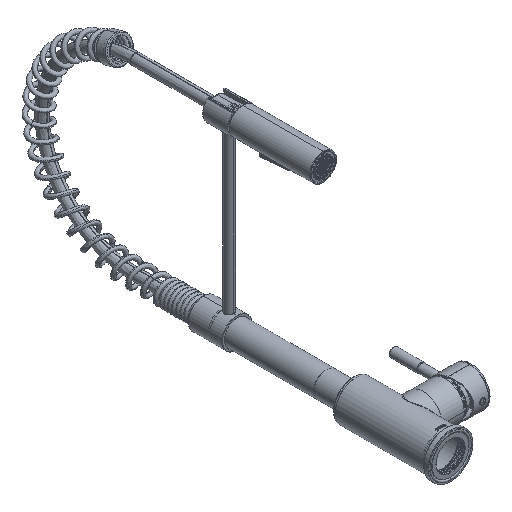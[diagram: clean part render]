
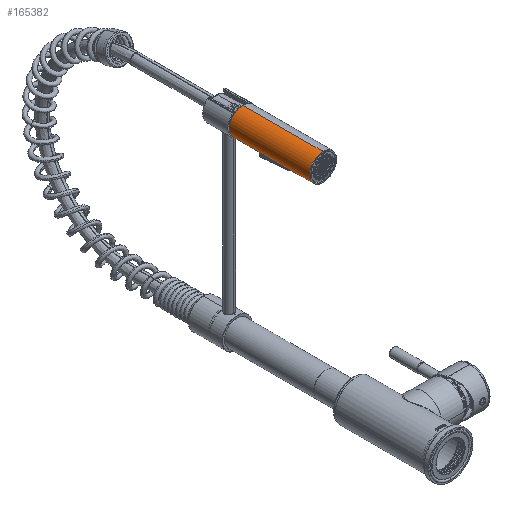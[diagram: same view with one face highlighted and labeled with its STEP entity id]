
A CAD part, isometric view. The second image highlights one B-rep face of the part: STEP entity #165382.
In plain terms, the highlighted cylindrical face has radius 15 mm (diameter 30 mm), a partial arc.
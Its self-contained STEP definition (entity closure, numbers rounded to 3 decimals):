
#165173=CARTESIAN_POINT('Line Origine',(15.,0.,-94.5)) ;
#165177=CARTESIAN_POINT('Vertex',(15.,0.,-0.3)) ;
#165179=CARTESIAN_POINT('Vertex',(15.,0.,-29.7)) ;
#165220=CARTESIAN_POINT('Vertex',(15.,0.,-67.3)) ;
#165223=CARTESIAN_POINT('Line Origine',(15.,0.,-94.5)) ;
#165227=CARTESIAN_POINT('Vertex',(15.,0.,-89.7)) ;
#165241=CARTESIAN_POINT('Vertex',(-15.,0.,-89.7)) ;
#165244=CARTESIAN_POINT('Line Origine',(-15.,0.,-94.5)) ;
#165248=CARTESIAN_POINT('Vertex',(-15.,0.,-0.3)) ;
#165278=CARTESIAN_POINT('Axis2P3D Location',(0.,0.,-94.5)) ;
#165283=CARTESIAN_POINT('Axis2P3D Location',(0.,0.,-89.7)) ;
#165287=CARTESIAN_POINT('Vertex',(-14.998,-0.249,-89.7)) ;
#165290=CARTESIAN_POINT('Axis2P3D Location',(0.,0.,-89.7)) ;
#165296=CARTESIAN_POINT('Control Point',(13.454,-6.633,-67.3)) ;
#165297=CARTESIAN_POINT('Control Point',(14.213,-5.092,-67.3)) ;
#165298=CARTESIAN_POINT('Control Point',(14.738,-3.435,-67.3)) ;
#165299=CARTESIAN_POINT('Control Point',(15.,-1.718,-67.3)) ;
#165300=CARTESIAN_POINT('Control Point',(15.,0.,-67.3)) ;
#165301=CARTESIAN_POINT('Vertex',(13.454,-6.633,-67.3)) ;
#165305=CARTESIAN_POINT('Control Point',(13.454,-6.633,-67.3)) ;
#165306=CARTESIAN_POINT('Control Point',(13.251,-7.044,-67.3)) ;
#165307=CARTESIAN_POINT('Control Point',(13.037,-7.441,-67.147)) ;
#165308=CARTESIAN_POINT('Control Point',(12.822,-7.788,-66.838)) ;
#165309=CARTESIAN_POINT('Control Point',(12.714,-7.959,-66.419)) ;
#165310=CARTESIAN_POINT('Control Point',(12.714,-7.959,-66.)) ;
#165311=CARTESIAN_POINT('Vertex',(12.714,-7.959,-66.)) ;
#165314=CARTESIAN_POINT('Line Origine',(12.714,-7.959,-94.5)) ;
#165318=CARTESIAN_POINT('Vertex',(12.714,-7.959,-31.)) ;
#165322=CARTESIAN_POINT('Control Point',(12.714,-7.959,-31.)) ;
#165323=CARTESIAN_POINT('Control Point',(12.714,-7.959,-30.583)) ;
#165324=CARTESIAN_POINT('Control Point',(12.823,-7.787,-30.155)) ;
#165325=CARTESIAN_POINT('Control Point',(13.039,-7.437,-29.853)) ;
#165326=CARTESIAN_POINT('Control Point',(13.251,-7.044,-29.7)) ;
#165327=CARTESIAN_POINT('Control Point',(13.454,-6.633,-29.7)) ;
#165328=CARTESIAN_POINT('Vertex',(13.454,-6.633,-29.7)) ;
#165331=CARTESIAN_POINT('Axis2P3D Location',(0.,0.,-29.7)) ;
#165335=CARTESIAN_POINT('Vertex',(14.999,-0.184,-29.7)) ;
#165338=CARTESIAN_POINT('Axis2P3D Location',(0.,0.,-29.7)) ;
#165344=CARTESIAN_POINT('Control Point',(-14.999,-0.168,-0.3)) ;
#165345=CARTESIAN_POINT('Control Point',(-14.973,-2.516,-0.3)) ;
#165346=CARTESIAN_POINT('Control Point',(-14.487,-4.859,-0.3)) ;
#165347=CARTESIAN_POINT('Control Point',(-13.543,-7.076,-0.3)) ;
#165348=CARTESIAN_POINT('Control Point',(-10.839,-11.023,-0.3)) ;
#165349=CARTESIAN_POINT('Control Point',(-6.847,-13.66,-0.3)) ;
#165350=CARTESIAN_POINT('Control Point',(-4.614,-14.567,-0.3)) ;
#165351=CARTESIAN_POINT('Control Point',(0.087,-15.459,-0.3)) ;
#165352=CARTESIAN_POINT('Control Point',(4.777,-14.514,-0.3)) ;
#165353=CARTESIAN_POINT('Control Point',(7.,-13.582,-0.3)) ;
#165354=CARTESIAN_POINT('Control Point',(10.962,-10.901,-0.3)) ;
#165355=CARTESIAN_POINT('Control Point',(13.622,-6.923,-0.3)) ;
#165356=CARTESIAN_POINT('Control Point',(14.541,-4.696,-0.3)) ;
#165357=CARTESIAN_POINT('Control Point',(15.,-2.348,-0.3)) ;
#165358=CARTESIAN_POINT('Control Point',(15.,0.,-0.3)) ;
#165359=CARTESIAN_POINT('Vertex',(-14.999,-0.168,-0.3)) ;
#165362=CARTESIAN_POINT('Axis2P3D Location',(0.,0.,-0.3)) ;
#165174=DIRECTION('Vector Direction',(0.,0.,1.)) ;
#165224=DIRECTION('Vector Direction',(0.,0.,1.)) ;
#165245=DIRECTION('Vector Direction',(0.,0.,1.)) ;
#165279=DIRECTION('Axis2P3D Direction',(0.,0.,1.)) ;
#165280=DIRECTION('Axis2P3D XDirection',(-1.,0.,0.)) ;
#165284=DIRECTION('Axis2P3D Direction',(0.,0.,1.)) ;
#165291=DIRECTION('Axis2P3D Direction',(0.,0.,1.)) ;
#165315=DIRECTION('Vector Direction',(0.,0.,1.)) ;
#165332=DIRECTION('Axis2P3D Direction',(0.,0.,1.)) ;
#165339=DIRECTION('Axis2P3D Direction',(0.,0.,1.)) ;
#165363=DIRECTION('Axis2P3D Direction',(0.,0.,1.)) ;
#165281=AXIS2_PLACEMENT_3D('Cylinder Axis2P3D',#165278,#165279,#165280) ;
#165285=AXIS2_PLACEMENT_3D('Circle Axis2P3D',#165283,#165284,$) ;
#165292=AXIS2_PLACEMENT_3D('Circle Axis2P3D',#165290,#165291,$) ;
#165333=AXIS2_PLACEMENT_3D('Circle Axis2P3D',#165331,#165332,$) ;
#165340=AXIS2_PLACEMENT_3D('Circle Axis2P3D',#165338,#165339,$) ;
#165364=AXIS2_PLACEMENT_3D('Circle Axis2P3D',#165362,#165363,$) ;
#165368=ORIENTED_EDGE('',*,*,#165250,.T.) ;
#165369=ORIENTED_EDGE('',*,*,#165289,.F.) ;
#165370=ORIENTED_EDGE('',*,*,#165294,.F.) ;
#165371=ORIENTED_EDGE('',*,*,#165229,.F.) ;
#165372=ORIENTED_EDGE('',*,*,#165303,.T.) ;
#165373=ORIENTED_EDGE('',*,*,#165313,.T.) ;
#165374=ORIENTED_EDGE('',*,*,#165320,.T.) ;
#165375=ORIENTED_EDGE('',*,*,#165330,.T.) ;
#165376=ORIENTED_EDGE('',*,*,#165337,.T.) ;
#165377=ORIENTED_EDGE('',*,*,#165342,.T.) ;
#165378=ORIENTED_EDGE('',*,*,#165181,.F.) ;
#165379=ORIENTED_EDGE('',*,*,#165361,.T.) ;
#165380=ORIENTED_EDGE('',*,*,#165366,.T.) ;
#165175=VECTOR('Line Direction',#165174,1.) ;
#165225=VECTOR('Line Direction',#165224,1.) ;
#165246=VECTOR('Line Direction',#165245,1.) ;
#165316=VECTOR('Line Direction',#165315,1.) ;
#165382=ADVANCED_FACE('MANIFOLD_SOLID_BREP #408018',(#165381),#165282,.T.) ;
#165295=B_SPLINE_CURVE_WITH_KNOTS('',4,(#165296,#165297,#165298,#165299,#165300),.UNSPECIFIED.,.F.,.U.,(5,5),(-3.435,3.435),.UNSPECIFIED.) ;
#165304=B_SPLINE_CURVE_WITH_KNOTS('',5,(#165305,#165306,#165307,#165308,#165309,#165310),.UNSPECIFIED.,.F.,.U.,(6,6),(0.,3.158),.UNSPECIFIED.) ;
#165321=B_SPLINE_CURVE_WITH_KNOTS('',5,(#165322,#165323,#165324,#165325,#165326,#165327),.UNSPECIFIED.,.F.,.U.,(6,6),(0.,3.135),.UNSPECIFIED.) ;
#165343=B_SPLINE_CURVE_WITH_KNOTS('',5,(#165344,#165345,#165346,#165347,#165348,#165349,#165350,#165351,#165352,#165353,#165354,#165355,#165356,#165357,#165358),.UNSPECIFIED.,.F.,.U.,(6,3,3,3,6),(-23.478,-11.739,0.,11.739,23.478),.UNSPECIFIED.) ;
#165286=CIRCLE('generated circle',#165285,15.) ;
#165293=CIRCLE('generated circle',#165292,15.) ;
#165334=CIRCLE('generated circle',#165333,15.) ;
#165341=CIRCLE('generated circle',#165340,15.) ;
#165365=CIRCLE('generated circle',#165364,15.) ;
#165282=CYLINDRICAL_SURFACE('generated cylinder',#165281,15.) ;
#165181=EDGE_CURVE('',#165178,#165180,#165176,.F.) ;
#165229=EDGE_CURVE('',#165221,#165228,#165226,.F.) ;
#165250=EDGE_CURVE('',#165249,#165242,#165247,.F.) ;
#165289=EDGE_CURVE('',#165288,#165242,#165286,.F.) ;
#165294=EDGE_CURVE('',#165228,#165288,#165293,.F.) ;
#165303=EDGE_CURVE('',#165221,#165302,#165295,.F.) ;
#165313=EDGE_CURVE('',#165302,#165312,#165304,.T.) ;
#165320=EDGE_CURVE('',#165312,#165319,#165317,.T.) ;
#165330=EDGE_CURVE('',#165319,#165329,#165321,.T.) ;
#165337=EDGE_CURVE('',#165329,#165336,#165334,.T.) ;
#165342=EDGE_CURVE('',#165336,#165180,#165341,.T.) ;
#165361=EDGE_CURVE('',#165178,#165360,#165343,.F.) ;
#165366=EDGE_CURVE('',#165360,#165249,#165365,.F.) ;
#165367=EDGE_LOOP('',(#165368,#165369,#165370,#165371,#165372,#165373,#165374,#165375,#165376,#165377,#165378,#165379,#165380)) ;
#165381=FACE_OUTER_BOUND('',#165367,.T.) ;
#165176=LINE('Line',#165173,#165175) ;
#165226=LINE('Line',#165223,#165225) ;
#165247=LINE('Line',#165244,#165246) ;
#165317=LINE('Line',#165314,#165316) ;
#165178=VERTEX_POINT('',#165177) ;
#165180=VERTEX_POINT('',#165179) ;
#165221=VERTEX_POINT('',#165220) ;
#165228=VERTEX_POINT('',#165227) ;
#165242=VERTEX_POINT('',#165241) ;
#165249=VERTEX_POINT('',#165248) ;
#165288=VERTEX_POINT('',#165287) ;
#165302=VERTEX_POINT('',#165301) ;
#165312=VERTEX_POINT('',#165311) ;
#165319=VERTEX_POINT('',#165318) ;
#165329=VERTEX_POINT('',#165328) ;
#165336=VERTEX_POINT('',#165335) ;
#165360=VERTEX_POINT('',#165359) ;
